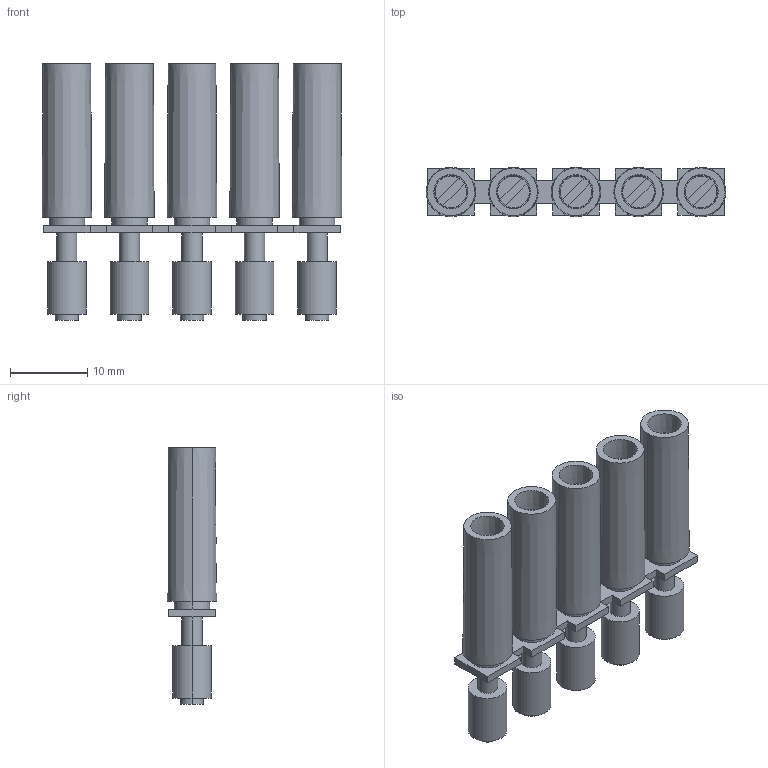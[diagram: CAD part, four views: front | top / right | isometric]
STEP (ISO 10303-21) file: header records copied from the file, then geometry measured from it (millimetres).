
FILE_DESCRIPTION(('Creo Elements/Direct Modeling STEP Export'),'2;1');
FILE_NAME('model.stp','2019-05-15T 1:51:38',(''),(''),'Creo Elements/Direct Modeling STEP processor for AP214 (Solid Model)','Creo Elements/Direct Modeling 20.1A 29-Sep-2018 (C) Parametric Technology GmbH','');
FILE_SCHEMA(('AUTOMOTIVE_DESIGN { 1 0 10303 214 1 1 1 1 }'));
Length unit declared in the file: millimetre
Products named in the file (2): FBRI_5_8_N_SO_5XBU-SELECT
Assembly tree (1 placements, depth 2):
  FBRI_5_8_N_SO_5XBU-SELECT
    FBRI_5_8_N_SO_5XBU-SELECT
Bounding box: 38.8 x 6.4 x 33.2 mm (x, y, z)
Volume: 3057.7 mm3; surface area: 4689.1 mm2
Topology: 1 solids, 1 shells, 163 faces, 383 edges, 257 vertices
Faces by surface type: plane 93, cylinder 50, cone 20
Entity records: 5589 total; most frequent: ORIENTED_EDGE 766, CARTESIAN_POINT 703, DIRECTION 682, EDGE_CURVE 383, VERTEX_POINT 257, AXIS2_PLACEMENT_3D 236, VECTOR 210, LINE 210
